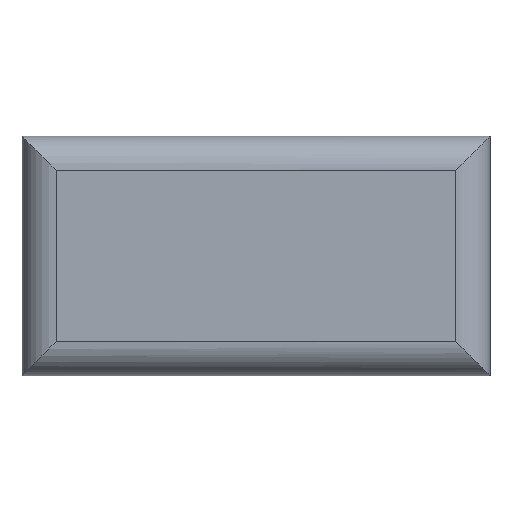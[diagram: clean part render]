
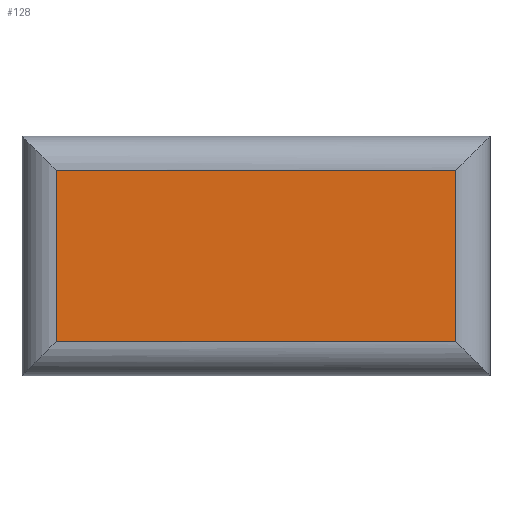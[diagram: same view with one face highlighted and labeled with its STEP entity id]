
A CAD part, top view. The second image highlights one B-rep face of the part: STEP entity #128.
In plain terms, the highlighted planar face has unit normal (0, 0, 1).
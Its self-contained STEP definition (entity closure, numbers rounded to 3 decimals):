
#6 = VECTOR ( 'NONE', #154, 1000. ) ;
#7 = LINE ( 'NONE', #235, #338 ) ;
#43 = VECTOR ( 'NONE', #279, 1000. ) ;
#78 = EDGE_CURVE ( 'NONE', #277, #262, #231, .T. ) ;
#79 = CARTESIAN_POINT ( 'NONE',  ( -17.5, -7.5, 3. ) ) ;
#92 = DIRECTION ( 'NONE',  ( 1., 0., 0. ) ) ;
#93 = EDGE_CURVE ( 'NONE', #388, #277, #7, .T. ) ;
#115 = DIRECTION ( 'NONE',  ( 0., 1., 0. ) ) ;
#128 = ADVANCED_FACE ( 'NONE', ( #404 ), #440, .T. ) ;
#134 = LINE ( 'NONE', #455, #43 ) ;
#138 = VERTEX_POINT ( 'NONE', #79 ) ;
#154 = DIRECTION ( 'NONE',  ( -1., 0., 0. ) ) ;
#168 = CARTESIAN_POINT ( 'NONE',  ( 20.5, -7.5, 3. ) ) ;
#169 = ORIENTED_EDGE ( 'NONE', *, *, #78, .T. ) ;
#206 = LINE ( 'NONE', #168, #234 ) ;
#208 = CARTESIAN_POINT ( 'NONE',  ( 17.5, 7.5, 3. ) ) ;
#209 = ORIENTED_EDGE ( 'NONE', *, *, #93, .T. ) ;
#210 = EDGE_CURVE ( 'NONE', #138, #388, #206, .T. ) ;
#226 = DIRECTION ( 'NONE',  ( 0., 0., 1. ) ) ;
#230 = CARTESIAN_POINT ( 'NONE',  ( -20.5, 7.5, 3. ) ) ;
#231 = LINE ( 'NONE', #230, #6 ) ;
#234 = VECTOR ( 'NONE', #92, 1000. ) ;
#235 = CARTESIAN_POINT ( 'NONE',  ( 17.5, 10.5, 3. ) ) ;
#246 = CARTESIAN_POINT ( 'NONE',  ( -17.5, 7.5, 3. ) ) ;
#257 = CARTESIAN_POINT ( 'NONE',  ( 17.5, -7.5, 3. ) ) ;
#262 = VERTEX_POINT ( 'NONE', #246 ) ;
#263 = DIRECTION ( 'NONE',  ( 1., 0., 0. ) ) ;
#266 = EDGE_CURVE ( 'NONE', #262, #138, #134, .T. ) ;
#277 = VERTEX_POINT ( 'NONE', #208 ) ;
#279 = DIRECTION ( 'NONE',  ( 0., -1., 0. ) ) ;
#310 = ORIENTED_EDGE ( 'NONE', *, *, #210, .T. ) ;
#338 = VECTOR ( 'NONE', #115, 1000. ) ;
#358 = ORIENTED_EDGE ( 'NONE', *, *, #266, .T. ) ;
#388 = VERTEX_POINT ( 'NONE', #257 ) ;
#404 = FACE_OUTER_BOUND ( 'NONE', #473, .T. ) ;
#411 = CARTESIAN_POINT ( 'NONE',  ( 0., 0., 3. ) ) ;
#430 = AXIS2_PLACEMENT_3D ( 'NONE', #411, #226, #263 ) ;
#440 = PLANE ( 'NONE',  #430 ) ;
#455 = CARTESIAN_POINT ( 'NONE',  ( -17.5, -10.5, 3. ) ) ;
#473 = EDGE_LOOP ( 'NONE', ( #358, #310, #209, #169 ) ) ;
